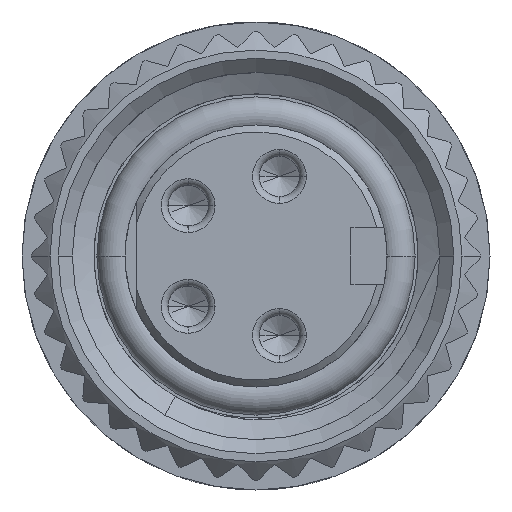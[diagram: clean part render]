
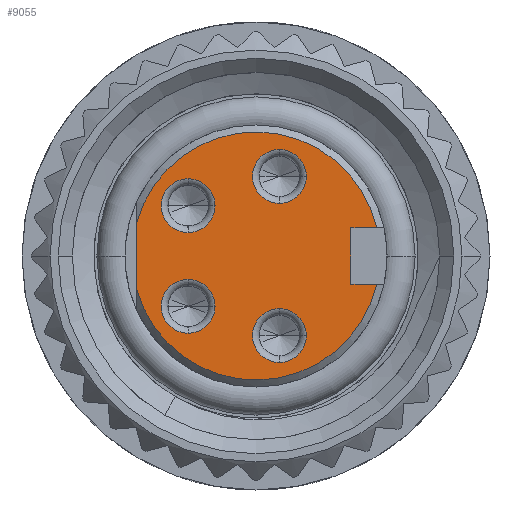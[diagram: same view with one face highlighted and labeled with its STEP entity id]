
A CAD part, front view. The second image highlights one B-rep face of the part: STEP entity #9055.
In plain terms, the highlighted planar face has unit normal (0, -1, 0).
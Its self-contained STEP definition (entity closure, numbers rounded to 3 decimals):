
#18=DIRECTION('',(0.,0.,1.));
#19=VECTOR('',#18,1.442);
#20=CARTESIAN_POINT('',(-2.55,-5.1,-0.721));
#21=LINE('',#20,#19);
#22=DIRECTION('',(-1.,0.,0.));
#23=VECTOR('',#22,0.554);
#24=CARTESIAN_POINT('',(2.581,-5.1,0.6));
#25=LINE('',#24,#23);
#26=DIRECTION('',(0.,0.,-1.));
#27=VECTOR('',#26,1.2);
#28=CARTESIAN_POINT('',(2.027,-5.1,0.6));
#29=LINE('',#28,#27);
#30=DIRECTION('',(-1.,0.,0.));
#31=VECTOR('',#30,0.554);
#32=CARTESIAN_POINT('',(2.581,-5.1,-0.6));
#33=LINE('',#32,#31);
#34=CARTESIAN_POINT('',(-1.45,-5.1,1.075));
#35=DIRECTION('',(0.,1.,0.));
#36=DIRECTION('',(0.,0.,-1.));
#37=AXIS2_PLACEMENT_3D('',#34,#35,#36);
#39=CARTESIAN_POINT('',(-1.45,-5.1,1.075));
#40=DIRECTION('',(0.,1.,0.));
#41=DIRECTION('',(0.,0.,1.));
#42=AXIS2_PLACEMENT_3D('',#39,#40,#41);
#44=CARTESIAN_POINT('',(0.5,-5.1,-1.7));
#45=DIRECTION('',(0.,1.,0.));
#46=DIRECTION('',(0.,0.,-1.));
#47=AXIS2_PLACEMENT_3D('',#44,#45,#46);
#49=CARTESIAN_POINT('',(0.5,-5.1,-1.7));
#50=DIRECTION('',(0.,1.,0.));
#51=DIRECTION('',(0.,0.,1.));
#52=AXIS2_PLACEMENT_3D('',#49,#50,#51);
#54=CARTESIAN_POINT('',(0.5,-5.1,1.7));
#55=DIRECTION('',(0.,1.,0.));
#56=DIRECTION('',(0.,0.,-1.));
#57=AXIS2_PLACEMENT_3D('',#54,#55,#56);
#59=CARTESIAN_POINT('',(0.5,-5.1,1.7));
#60=DIRECTION('',(0.,1.,0.));
#61=DIRECTION('',(0.,0.,1.));
#62=AXIS2_PLACEMENT_3D('',#59,#60,#61);
#64=CARTESIAN_POINT('',(-1.45,-5.1,-1.075));
#65=DIRECTION('',(0.,1.,0.));
#66=DIRECTION('',(0.,0.,-1.));
#67=AXIS2_PLACEMENT_3D('',#64,#65,#66);
#69=CARTESIAN_POINT('',(-1.45,-5.1,-1.075));
#70=DIRECTION('',(0.,1.,0.));
#71=DIRECTION('',(0.,0.,1.));
#72=AXIS2_PLACEMENT_3D('',#69,#70,#71);
#81=CARTESIAN_POINT('',(0.,-5.1,0.));
#82=DIRECTION('',(0.,-1.,0.));
#83=DIRECTION('',(-0.962,0.,-0.272));
#84=AXIS2_PLACEMENT_3D('',#81,#82,#83);
#86=CARTESIAN_POINT('',(2.581,-5.1,-0.6));
#106=CARTESIAN_POINT('',(2.581,-5.1,0.6));
#115=CARTESIAN_POINT('',(0.,-5.1,0.));
#116=DIRECTION('',(0.,-1.,0.));
#117=DIRECTION('',(0.974,0.,0.226));
#118=AXIS2_PLACEMENT_3D('',#115,#116,#117);
#7755=CARTESIAN_POINT('',(-1.45,-5.1,0.5));
#7756=CARTESIAN_POINT('',(-1.45,-5.1,1.65));
#7757=VERTEX_POINT('',#7755);
#7758=VERTEX_POINT('',#7756);
#7759=CARTESIAN_POINT('',(0.5,-5.1,-2.275));
#7760=CARTESIAN_POINT('',(0.5,-5.1,-1.125));
#7761=VERTEX_POINT('',#7759);
#7762=VERTEX_POINT('',#7760);
#7763=CARTESIAN_POINT('',(0.5,-5.1,1.125));
#7764=CARTESIAN_POINT('',(0.5,-5.1,2.275));
#7765=VERTEX_POINT('',#7763);
#7766=VERTEX_POINT('',#7764);
#7767=CARTESIAN_POINT('',(-1.45,-5.1,-1.65));
#7768=CARTESIAN_POINT('',(-1.45,-5.1,-0.5));
#7769=VERTEX_POINT('',#7767);
#7770=VERTEX_POINT('',#7768);
#7807=CARTESIAN_POINT('',(2.027,-5.1,0.6));
#7808=CARTESIAN_POINT('',(2.027,-5.1,-0.6));
#7809=VERTEX_POINT('',#7807);
#7810=VERTEX_POINT('',#7808);
#7816=VERTEX_POINT('',#106);
#7819=VERTEX_POINT('',#86);
#7823=CARTESIAN_POINT('',(-2.55,-5.1,-0.721));
#7824=CARTESIAN_POINT('',(-2.55,-5.1,0.721));
#7825=VERTEX_POINT('',#7823);
#7826=VERTEX_POINT('',#7824);
#9012=CARTESIAN_POINT('',(0.,-5.1,0.));
#9013=DIRECTION('',(0.,1.,0.));
#9014=DIRECTION('',(0.,0.,-1.));
#9015=AXIS2_PLACEMENT_3D('',#9012,#9013,#9014);
#9016=PLANE('',#9015);
#9018=ORIENTED_EDGE('',*,*,#9017,.T.);
#9020=ORIENTED_EDGE('',*,*,#9019,.F.);
#9022=ORIENTED_EDGE('',*,*,#9021,.T.);
#9024=ORIENTED_EDGE('',*,*,#9023,.T.);
#9026=ORIENTED_EDGE('',*,*,#9025,.F.);
#9028=ORIENTED_EDGE('',*,*,#9027,.F.);
#9029=EDGE_LOOP('',(#9018,#9020,#9022,#9024,#9026,#9028));
#9030=FACE_OUTER_BOUND('',#9029,.F.);
#9032=ORIENTED_EDGE('',*,*,#9031,.F.);
#9034=ORIENTED_EDGE('',*,*,#9033,.F.);
#9035=EDGE_LOOP('',(#9032,#9034));
#9036=FACE_BOUND('',#9035,.F.);
#9038=ORIENTED_EDGE('',*,*,#9037,.F.);
#9040=ORIENTED_EDGE('',*,*,#9039,.F.);
#9041=EDGE_LOOP('',(#9038,#9040));
#9042=FACE_BOUND('',#9041,.F.);
#9044=ORIENTED_EDGE('',*,*,#9043,.F.);
#9046=ORIENTED_EDGE('',*,*,#9045,.F.);
#9047=EDGE_LOOP('',(#9044,#9046));
#9048=FACE_BOUND('',#9047,.F.);
#9050=ORIENTED_EDGE('',*,*,#9049,.F.);
#9052=ORIENTED_EDGE('',*,*,#9051,.F.);
#9053=EDGE_LOOP('',(#9050,#9052));
#9054=FACE_BOUND('',#9053,.F.);
#38=CIRCLE('',#37,0.575);
#43=CIRCLE('',#42,0.575);
#48=CIRCLE('',#47,0.575);
#53=CIRCLE('',#52,0.575);
#58=CIRCLE('',#57,0.575);
#63=CIRCLE('',#62,0.575);
#68=CIRCLE('',#67,0.575);
#73=CIRCLE('',#72,0.575);
#85=CIRCLE('',#84,2.65);
#119=CIRCLE('',#118,2.65);
#9017=EDGE_CURVE('',#7825,#7826,#21,.T.);
#9019=EDGE_CURVE('',#7816,#7826,#119,.T.);
#9021=EDGE_CURVE('',#7816,#7809,#25,.T.);
#9023=EDGE_CURVE('',#7809,#7810,#29,.T.);
#9025=EDGE_CURVE('',#7819,#7810,#33,.T.);
#9027=EDGE_CURVE('',#7825,#7819,#85,.T.);
#9031=EDGE_CURVE('',#7757,#7758,#38,.T.);
#9033=EDGE_CURVE('',#7758,#7757,#43,.T.);
#9037=EDGE_CURVE('',#7761,#7762,#48,.T.);
#9039=EDGE_CURVE('',#7762,#7761,#53,.T.);
#9043=EDGE_CURVE('',#7765,#7766,#58,.T.);
#9045=EDGE_CURVE('',#7766,#7765,#63,.T.);
#9049=EDGE_CURVE('',#7769,#7770,#68,.T.);
#9051=EDGE_CURVE('',#7770,#7769,#73,.T.);
#9055=ADVANCED_FACE('',(#9030,#9036,#9042,#9048,#9054),#9016,.F.);
